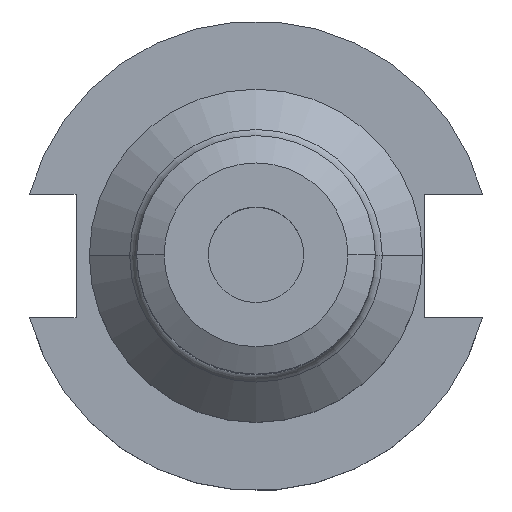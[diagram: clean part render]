
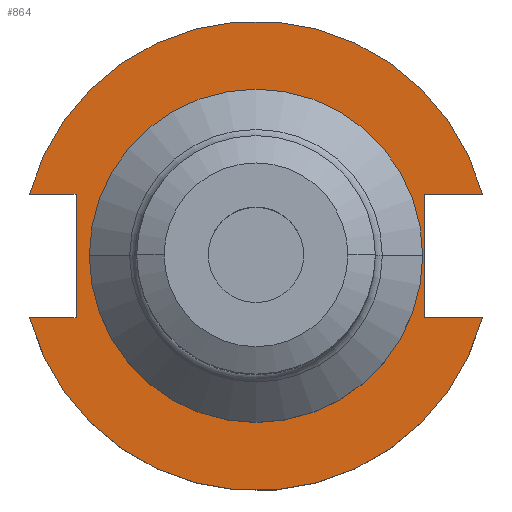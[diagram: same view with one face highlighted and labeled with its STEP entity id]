
A CAD part, top view. The second image highlights one B-rep face of the part: STEP entity #864.
In plain terms, the highlighted planar face has unit normal (0, 0, 1).
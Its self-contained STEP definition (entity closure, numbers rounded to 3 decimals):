
#87 = LINE ( 'NONE', #1867, #1620 ) ;
#114 = DIRECTION ( 'NONE',  ( -1., 0., 0. ) ) ;
#125 = ORIENTED_EDGE ( 'NONE', *, *, #1456, .F. ) ;
#133 = VECTOR ( 'NONE', #1197, 1000. ) ;
#136 = DIRECTION ( 'NONE',  ( 0., 1., 0. ) ) ;
#171 = VERTEX_POINT ( 'NONE', #1145 ) ;
#198 = LINE ( 'NONE', #718, #705 ) ;
#212 = EDGE_CURVE ( 'NONE', #911, #731, #1337, .T. ) ;
#261 = DIRECTION ( 'NONE',  ( 1., 0., 0. ) ) ;
#264 = DIRECTION ( 'NONE',  ( 1., 0., 0. ) ) ;
#272 = DIRECTION ( 'NONE',  ( 0., 0., 1. ) ) ;
#281 = AXIS2_PLACEMENT_3D ( 'NONE', #530, #1117, #814 ) ;
#285 = PLANE ( 'NONE',  #995 ) ;
#306 = LINE ( 'NONE', #1743, #1869 ) ;
#312 = EDGE_CURVE ( 'NONE', #731, #494, #198, .T. ) ;
#341 = EDGE_CURVE ( 'NONE', #766, #905, #423, .T. ) ;
#392 = VECTOR ( 'NONE', #449, 1000. ) ;
#423 = CIRCLE ( 'NONE', #1838, 49.212 ) ;
#436 = ORIENTED_EDGE ( 'NONE', *, *, #1880, .F. ) ;
#449 = DIRECTION ( 'NONE',  ( 0., -1., 0. ) ) ;
#494 = VERTEX_POINT ( 'NONE', #1855 ) ;
#530 = CARTESIAN_POINT ( 'NONE',  ( 0., 0., 19.05 ) ) ;
#548 = VERTEX_POINT ( 'NONE', #1240 ) ;
#549 = CARTESIAN_POINT ( 'NONE',  ( -63.719, -12.954, 19.05 ) ) ;
#559 = FACE_BOUND ( 'NONE', #1230, .T. ) ;
#569 = CARTESIAN_POINT ( 'NONE',  ( 0., 0., 19.05 ) ) ;
#573 = EDGE_LOOP ( 'NONE', ( #1884, #125, #976, #1416, #1854, #1109, #1104, #928 ) ) ;
#579 = DIRECTION ( 'NONE',  ( 1., 0., 0. ) ) ;
#585 = DIRECTION ( 'NONE',  ( 0., 0., 1. ) ) ;
#639 = EDGE_CURVE ( 'NONE', #548, #859, #1948, .T. ) ;
#645 = CARTESIAN_POINT ( 'NONE',  ( 47.477, 12.954, 19.05 ) ) ;
#648 = CIRCLE ( 'NONE', #1840, 49.212 ) ;
#676 = AXIS2_PLACEMENT_3D ( 'NONE', #1491, #585, #1037 ) ;
#705 = VECTOR ( 'NONE', #136, 1000. ) ;
#711 = DIRECTION ( 'NONE',  ( 0., 0., 1. ) ) ;
#718 = CARTESIAN_POINT ( 'NONE',  ( -37.719, 12.954, 19.05 ) ) ;
#730 = CARTESIAN_POINT ( 'NONE',  ( 34.925, 0., 19.05 ) ) ;
#731 = VERTEX_POINT ( 'NONE', #781 ) ;
#766 = VERTEX_POINT ( 'NONE', #645 ) ;
#781 = CARTESIAN_POINT ( 'NONE',  ( -37.719, -12.954, 19.05 ) ) ;
#814 = DIRECTION ( 'NONE',  ( 1., 0., 0. ) ) ;
#859 = VERTEX_POINT ( 'NONE', #730 ) ;
#864 = ADVANCED_FACE ( 'NONE', ( #559, #1801 ), #285, .T. ) ;
#891 = VECTOR ( 'NONE', #261, 1000. ) ;
#905 = VERTEX_POINT ( 'NONE', #1349 ) ;
#911 = VERTEX_POINT ( 'NONE', #1651 ) ;
#920 = LINE ( 'NONE', #1015, #133 ) ;
#928 = ORIENTED_EDGE ( 'NONE', *, *, #212, .F. ) ;
#976 = ORIENTED_EDGE ( 'NONE', *, *, #1776, .F. ) ;
#995 = AXIS2_PLACEMENT_3D ( 'NONE', #1940, #1333, #579 ) ;
#1015 = CARTESIAN_POINT ( 'NONE',  ( 35.306, -12.954, 19.05 ) ) ;
#1017 = VERTEX_POINT ( 'NONE', #1223 ) ;
#1037 = DIRECTION ( 'NONE',  ( 1., 0., 0. ) ) ;
#1104 = ORIENTED_EDGE ( 'NONE', *, *, #312, .F. ) ;
#1109 = ORIENTED_EDGE ( 'NONE', *, *, #1576, .F. ) ;
#1117 = DIRECTION ( 'NONE',  ( 0., 0., 1. ) ) ;
#1145 = CARTESIAN_POINT ( 'NONE',  ( 35.306, -12.954, 19.05 ) ) ;
#1195 = CARTESIAN_POINT ( 'NONE',  ( 35.306, 12.954, 19.05 ) ) ;
#1197 = DIRECTION ( 'NONE',  ( 1., 0., 0. ) ) ;
#1208 = VERTEX_POINT ( 'NONE', #1195 ) ;
#1223 = CARTESIAN_POINT ( 'NONE',  ( 47.477, -12.954, 19.05 ) ) ;
#1230 = EDGE_LOOP ( 'NONE', ( #436, #1546 ) ) ;
#1240 = CARTESIAN_POINT ( 'NONE',  ( -34.925, 0., 19.05 ) ) ;
#1275 = DIRECTION ( 'NONE',  ( -1., 0., 0. ) ) ;
#1333 = DIRECTION ( 'NONE',  ( 0., 0., 1. ) ) ;
#1337 = LINE ( 'NONE', #549, #891 ) ;
#1349 = CARTESIAN_POINT ( 'NONE',  ( -47.477, 12.954, 19.05 ) ) ;
#1351 = CARTESIAN_POINT ( 'NONE',  ( 35.306, 12.954, 19.05 ) ) ;
#1416 = ORIENTED_EDGE ( 'NONE', *, *, #1648, .F. ) ;
#1456 = EDGE_CURVE ( 'NONE', #171, #1017, #920, .T. ) ;
#1491 = CARTESIAN_POINT ( 'NONE',  ( 0., 0., 19.05 ) ) ;
#1546 = ORIENTED_EDGE ( 'NONE', *, *, #639, .F. ) ;
#1576 = EDGE_CURVE ( 'NONE', #494, #905, #87, .T. ) ;
#1620 = VECTOR ( 'NONE', #1275, 1000. ) ;
#1626 = CARTESIAN_POINT ( 'NONE',  ( 0., 0., 19.05 ) ) ;
#1648 = EDGE_CURVE ( 'NONE', #766, #1208, #306, .T. ) ;
#1651 = CARTESIAN_POINT ( 'NONE',  ( -47.477, -12.954, 19.05 ) ) ;
#1666 = EDGE_CURVE ( 'NONE', #911, #1017, #648, .T. ) ;
#1743 = CARTESIAN_POINT ( 'NONE',  ( 35.306, 12.954, 19.05 ) ) ;
#1772 = CIRCLE ( 'NONE', #676, 34.925 ) ;
#1773 = DIRECTION ( 'NONE',  ( 1., 0., 0. ) ) ;
#1776 = EDGE_CURVE ( 'NONE', #1208, #171, #1818, .T. ) ;
#1801 = FACE_OUTER_BOUND ( 'NONE', #573, .T. ) ;
#1818 = LINE ( 'NONE', #1351, #392 ) ;
#1838 = AXIS2_PLACEMENT_3D ( 'NONE', #569, #711, #1773 ) ;
#1840 = AXIS2_PLACEMENT_3D ( 'NONE', #1626, #272, #264 ) ;
#1854 = ORIENTED_EDGE ( 'NONE', *, *, #341, .T. ) ;
#1855 = CARTESIAN_POINT ( 'NONE',  ( -37.719, 12.954, 19.05 ) ) ;
#1867 = CARTESIAN_POINT ( 'NONE',  ( -63.719, 12.954, 19.05 ) ) ;
#1869 = VECTOR ( 'NONE', #114, 1000. ) ;
#1880 = EDGE_CURVE ( 'NONE', #859, #548, #1772, .T. ) ;
#1884 = ORIENTED_EDGE ( 'NONE', *, *, #1666, .T. ) ;
#1940 = CARTESIAN_POINT ( 'NONE',  ( 0., 49.212, 19.05 ) ) ;
#1948 = CIRCLE ( 'NONE', #281, 34.925 ) ;
